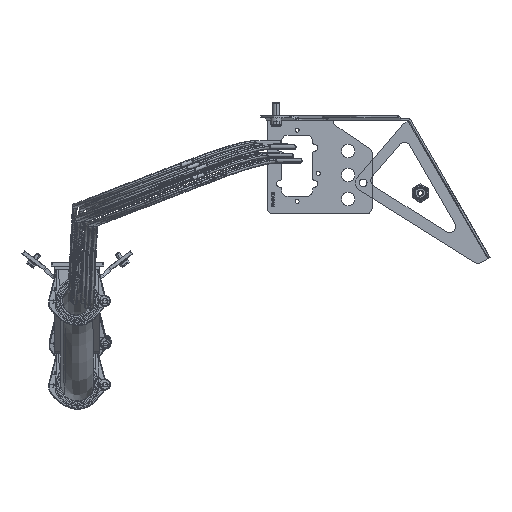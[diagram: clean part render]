
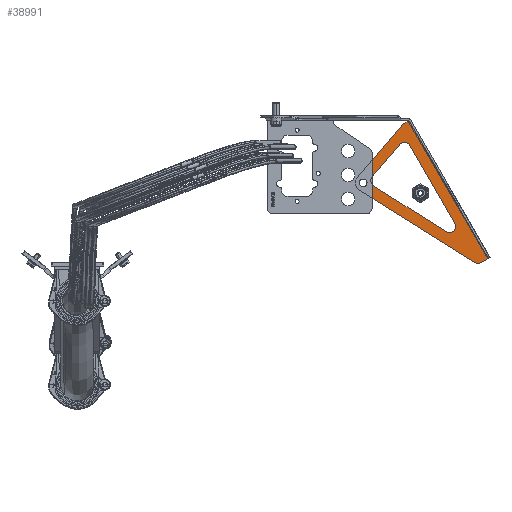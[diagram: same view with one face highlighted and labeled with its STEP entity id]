
A CAD part, left-side view. The second image highlights one B-rep face of the part: STEP entity #38991.
In plain terms, the highlighted planar face has unit normal (-1, 0, 0).
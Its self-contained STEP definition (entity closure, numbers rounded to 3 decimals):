
#919 = DIRECTION ( 'NONE',  ( 0., 0., -1. ) ) ;
#2068 = ORIENTED_EDGE ( 'NONE', *, *, #57363, .T. ) ;
#2768 = VECTOR ( 'NONE', #109064, 1000. ) ;
#3418 = CARTESIAN_POINT ( 'NONE',  ( 514.5, 1400.72, -39.496 ) ) ;
#4207 = CARTESIAN_POINT ( 'NONE',  ( 514.5, 1470., 136.5 ) ) ;
#4286 = ORIENTED_EDGE ( 'NONE', *, *, #44879, .T. ) ;
#6062 = DIRECTION ( 'NONE',  ( 0., 0., -1. ) ) ;
#6428 = CARTESIAN_POINT ( 'NONE',  ( 514.5, 1545., 33.5 ) ) ;
#7120 = ORIENTED_EDGE ( 'NONE', *, *, #89030, .F. ) ;
#7700 = LINE ( 'NONE', #109132, #39598 ) ;
#8724 = EDGE_CURVE ( 'NONE', #74296, #115925, #49888, .T. ) ;
#9455 = CARTESIAN_POINT ( 'NONE',  ( 514.5, 1529.87, 43.449 ) ) ;
#9618 = CARTESIAN_POINT ( 'NONE',  ( 514.5, 1554.864, 41.968 ) ) ;
#10723 = DIRECTION ( 'NONE',  ( 1., 0., 0. ) ) ;
#10819 = CARTESIAN_POINT ( 'NONE',  ( 514.5, 1468.701, 137.25 ) ) ;
#13471 = CARTESIAN_POINT ( 'NONE',  ( 514.5, 1353.301, -90.573 ) ) ;
#13765 = DIRECTION ( 'NONE',  ( 0., -0.5, -0.866 ) ) ;
#14105 = CARTESIAN_POINT ( 'NONE',  ( 514.5, 1400.72, -49.496 ) ) ;
#15437 = DIRECTION ( 'NONE',  ( 0., 0., -1. ) ) ;
#15652 = CARTESIAN_POINT ( 'NONE',  ( 514.5, 1392.06, -34.496 ) ) ;
#17247 = DIRECTION ( 'NONE',  ( 1., 0., 0. ) ) ;
#19056 = ORIENTED_EDGE ( 'NONE', *, *, #78738, .T. ) ;
#20840 = AXIS2_PLACEMENT_3D ( 'NONE', #6428, #54610, #138374 ) ;
#21481 = AXIS2_PLACEMENT_3D ( 'NONE', #51879, #135609, #63895 ) ;
#22168 = LINE ( 'NONE', #10819, #145859 ) ;
#22440 = CARTESIAN_POINT ( 'NONE',  ( 514.5, 1467.325, 95.866 ) ) ;
#23065 = CARTESIAN_POINT ( 'NONE',  ( 514.5, 1483.573, 97.38 ) ) ;
#23861 = LINE ( 'NONE', #97117, #48247 ) ;
#24645 = VERTEX_POINT ( 'NONE', #73642 ) ;
#25535 = DIRECTION ( 'NONE',  ( 0., 0., -1. ) ) ;
#27225 = FACE_BOUND ( 'NONE', #133296, .T. ) ;
#27380 = AXIS2_PLACEMENT_3D ( 'NONE', #59727, #143462, #71771 ) ;
#30497 = EDGE_CURVE ( 'NONE', #24645, #109908, #118324, .T. ) ;
#31307 = CARTESIAN_POINT ( 'NONE',  ( 514.5, 1551.92, 22.495 ) ) ;
#33674 = VERTEX_POINT ( 'NONE', #31307 ) ;
#34333 = LINE ( 'NONE', #84261, #126149 ) ;
#35696 = ORIENTED_EDGE ( 'NONE', *, *, #59209, .T. ) ;
#38991 = ADVANCED_FACE ( 'NONE', ( #27225, #150811, #59054 ), #126334, .F. ) ;
#39066 = AXIS2_PLACEMENT_3D ( 'NONE', #89009, #17247, #101079 ) ;
#39529 = EDGE_CURVE ( 'NONE', #124059, #114649, #120800, .T. ) ;
#39598 = VECTOR ( 'NONE', #13765, 1000. ) ;
#40998 = ORIENTED_EDGE ( 'NONE', *, *, #138790, .T. ) ;
#44879 = EDGE_CURVE ( 'NONE', #146758, #122870, #74314, .T. ) ;
#45789 = ORIENTED_EDGE ( 'NONE', *, *, #69035, .F. ) ;
#46388 = EDGE_CURVE ( 'NONE', #122870, #146758, #60936, .T. ) ;
#46823 = EDGE_CURVE ( 'NONE', #56835, #33674, #102093, .T. ) ;
#48247 = VECTOR ( 'NONE', #73046, 1000. ) ;
#49721 = ORIENTED_EDGE ( 'NONE', *, *, #39529, .F. ) ;
#49888 = LINE ( 'NONE', #4207, #109838 ) ;
#50869 = ORIENTED_EDGE ( 'NONE', *, *, #46823, .F. ) ;
#51240 = ORIENTED_EDGE ( 'NONE', *, *, #90008, .F. ) ;
#51405 = CARTESIAN_POINT ( 'NONE',  ( 514.5, 1477.361, 132.25 ) ) ;
#51879 = CARTESIAN_POINT ( 'NONE',  ( 514.5, 1475.985, 90.866 ) ) ;
#54610 = DIRECTION ( 'NONE',  ( 1., 0., 0. ) ) ;
#56835 = VERTEX_POINT ( 'NONE', #130356 ) ;
#57363 = EDGE_CURVE ( 'NONE', #98064, #118474, #145529, .T. ) ;
#59054 = FACE_OUTER_BOUND ( 'NONE', #75711, .T. ) ;
#59209 = EDGE_CURVE ( 'NONE', #61749, #24645, #117127, .T. ) ;
#59727 = CARTESIAN_POINT ( 'NONE',  ( 514.5, 1522.282, 36.935 ) ) ;
#60874 = CARTESIAN_POINT ( 'NONE',  ( 514.5, 1358.624, -99.038 ) ) ;
#60936 = CIRCLE ( 'NONE', #93556, 6.5 ) ;
#61045 = EDGE_LOOP ( 'NONE', ( #4286, #73506 ) ) ;
#61749 = VERTEX_POINT ( 'NONE', #117504 ) ;
#63400 = VERTEX_POINT ( 'NONE', #129112 ) ;
#63895 = DIRECTION ( 'NONE',  ( 0., 0., 1. ) ) ;
#66211 = ORIENTED_EDGE ( 'NONE', *, *, #95219, .T. ) ;
#68729 = CARTESIAN_POINT ( 'NONE',  ( 514.5, 1406.043, -47.962 ) ) ;
#69035 = EDGE_CURVE ( 'NONE', #33674, #124059, #107923, .T. ) ;
#69885 = CARTESIAN_POINT ( 'NONE',  ( 514.5, 1470., 136.5 ) ) ;
#71771 = DIRECTION ( 'NONE',  ( 0., 0., -1. ) ) ;
#72692 = DIRECTION ( 'NONE',  ( 1., 0., 0. ) ) ;
#73046 = DIRECTION ( 'NONE',  ( 0., 0.866, -0.5 ) ) ;
#73506 = ORIENTED_EDGE ( 'NONE', *, *, #46388, .T. ) ;
#73642 = CARTESIAN_POINT ( 'NONE',  ( 514.5, 1529.87, 43.449 ) ) ;
#74296 = VERTEX_POINT ( 'NONE', #95158 ) ;
#74314 = CIRCLE ( 'NONE', #97541, 6.5 ) ;
#75711 = EDGE_LOOP ( 'NONE', ( #96767, #102525, #7120, #49721, #45789, #50869, #51240 ) ) ;
#77837 = DIRECTION ( 'NONE',  ( 1., 0., 0. ) ) ;
#78738 = EDGE_CURVE ( 'NONE', #127942, #98064, #89749, .T. ) ;
#81199 = DIRECTION ( 'NONE',  ( 0., -0.651, 0.759 ) ) ;
#82472 = CARTESIAN_POINT ( 'NONE',  ( 514.5, 1400.72, -39.496 ) ) ;
#82553 = DIRECTION ( 'NONE',  ( 0., -0.866, 0.5 ) ) ;
#82716 = VECTOR ( 'NONE', #81199, 1000. ) ;
#84261 = CARTESIAN_POINT ( 'NONE',  ( 514.5, 1406.043, -47.962 ) ) ;
#87205 = DIRECTION ( 'NONE',  ( 1., 0., 0. ) ) ;
#87481 = DIRECTION ( 'NONE',  ( 0., -0.651, 0.759 ) ) ;
#89009 = CARTESIAN_POINT ( 'NONE',  ( 514.5, 1545., 33.5 ) ) ;
#89030 = EDGE_CURVE ( 'NONE', #114649, #115925, #22168, .T. ) ;
#89749 = CIRCLE ( 'NONE', #95903, 10. ) ;
#90008 = EDGE_CURVE ( 'NONE', #63400, #56835, #113908, .T. ) ;
#90509 = EDGE_CURVE ( 'NONE', #74296, #63400, #23861, .T. ) ;
#93556 = AXIS2_PLACEMENT_3D ( 'NONE', #149523, #77837, #6062 ) ;
#94508 = DIRECTION ( 'NONE',  ( 0., 0., -1. ) ) ;
#95158 = CARTESIAN_POINT ( 'NONE',  ( 514.5, 1337.5, -92.997 ) ) ;
#95219 = EDGE_CURVE ( 'NONE', #118474, #61749, #34333, .T. ) ;
#95778 = DIRECTION ( 'NONE',  ( 0., 0.847, 0.532 ) ) ;
#95903 = AXIS2_PLACEMENT_3D ( 'NONE', #82472, #10723, #94508 ) ;
#96767 = ORIENTED_EDGE ( 'NONE', *, *, #90509, .F. ) ;
#97117 = CARTESIAN_POINT ( 'NONE',  ( 514.5, 1336.201, -92.247 ) ) ;
#97293 = DIRECTION ( 'NONE',  ( 1., 0., 0. ) ) ;
#97541 = AXIS2_PLACEMENT_3D ( 'NONE', #144377, #72692, #919 ) ;
#98064 = VERTEX_POINT ( 'NONE', #14105 ) ;
#101079 = DIRECTION ( 'NONE',  ( 0., 0., -1. ) ) ;
#102093 = LINE ( 'NONE', #60874, #2768 ) ;
#102525 = ORIENTED_EDGE ( 'NONE', *, *, #8724, .T. ) ;
#103216 = VERTEX_POINT ( 'NONE', #22440 ) ;
#105800 = CARTESIAN_POINT ( 'NONE',  ( 514.5, 1545., 27. ) ) ;
#107923 = CIRCLE ( 'NONE', #39066, 13. ) ;
#109064 = DIRECTION ( 'NONE',  ( 0., 0.847, 0.532 ) ) ;
#109132 = CARTESIAN_POINT ( 'NONE',  ( 514.5, 1467.325, 95.866 ) ) ;
#109838 = VECTOR ( 'NONE', #135668, 1000. ) ;
#109908 = VERTEX_POINT ( 'NONE', #23065 ) ;
#110416 = CIRCLE ( 'NONE', #21481, 10. ) ;
#111171 = CARTESIAN_POINT ( 'NONE',  ( 514.5, 1477.361, 132.25 ) ) ;
#113908 = CIRCLE ( 'NONE', #140821, 10. ) ;
#114521 = AXIS2_PLACEMENT_3D ( 'NONE', #3418, #87205, #15437 ) ;
#114649 = VERTEX_POINT ( 'NONE', #111171 ) ;
#115925 = VERTEX_POINT ( 'NONE', #69885 ) ;
#117028 = VECTOR ( 'NONE', #87481, 1000. ) ;
#117127 = CIRCLE ( 'NONE', #27380, 10. ) ;
#117504 = CARTESIAN_POINT ( 'NONE',  ( 514.5, 1527.605, 28.469 ) ) ;
#118324 = LINE ( 'NONE', #9455, #82716 ) ;
#118474 = VERTEX_POINT ( 'NONE', #68729 ) ;
#118519 = CARTESIAN_POINT ( 'NONE',  ( 514.5, 1545., 40. ) ) ;
#120800 = LINE ( 'NONE', #51405, #117028 ) ;
#122870 = VERTEX_POINT ( 'NONE', #118519 ) ;
#124059 = VERTEX_POINT ( 'NONE', #9618 ) ;
#126149 = VECTOR ( 'NONE', #95778, 1000. ) ;
#126334 = PLANE ( 'NONE',  #20840 ) ;
#127942 = VERTEX_POINT ( 'NONE', #15652 ) ;
#129112 = CARTESIAN_POINT ( 'NONE',  ( 514.5, 1348.301, -99.233 ) ) ;
#130356 = CARTESIAN_POINT ( 'NONE',  ( 514.5, 1358.624, -99.038 ) ) ;
#132420 = ORIENTED_EDGE ( 'NONE', *, *, #30497, .T. ) ;
#133296 = EDGE_LOOP ( 'NONE', ( #132420, #143913, #40998, #19056, #2068, #66211, #35696 ) ) ;
#135609 = DIRECTION ( 'NONE',  ( 1., 0., 0. ) ) ;
#135668 = DIRECTION ( 'NONE',  ( 0., 0.5, 0.866 ) ) ;
#138374 = DIRECTION ( 'NONE',  ( 0., 0., -1. ) ) ;
#138790 = EDGE_CURVE ( 'NONE', #103216, #127942, #7700, .T. ) ;
#140821 = AXIS2_PLACEMENT_3D ( 'NONE', #13471, #97293, #25535 ) ;
#141439 = EDGE_CURVE ( 'NONE', #109908, #103216, #110416, .T. ) ;
#143462 = DIRECTION ( 'NONE',  ( 1., 0., 0. ) ) ;
#143913 = ORIENTED_EDGE ( 'NONE', *, *, #141439, .T. ) ;
#144377 = CARTESIAN_POINT ( 'NONE',  ( 514.5, 1545., 33.5 ) ) ;
#145529 = CIRCLE ( 'NONE', #114521, 10. ) ;
#145859 = VECTOR ( 'NONE', #82553, 1000. ) ;
#146758 = VERTEX_POINT ( 'NONE', #105800 ) ;
#149523 = CARTESIAN_POINT ( 'NONE',  ( 514.5, 1545., 33.5 ) ) ;
#150811 = FACE_BOUND ( 'NONE', #61045, .T. ) ;
